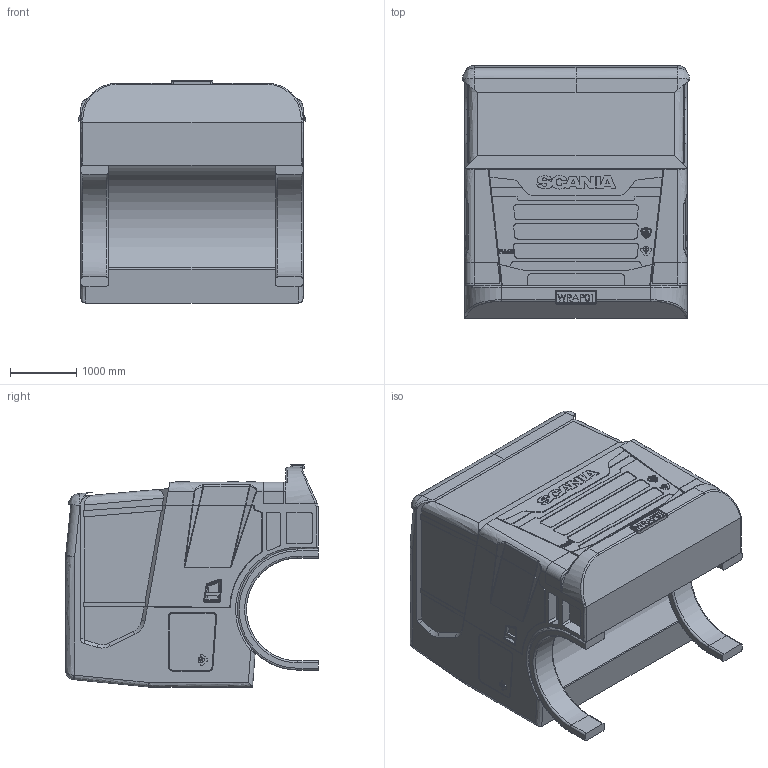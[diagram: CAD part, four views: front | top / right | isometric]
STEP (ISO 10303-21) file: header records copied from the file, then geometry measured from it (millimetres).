
FILE_DESCRIPTION(('FreeCAD Model'),'2;1');
FILE_NAME('Open CASCADE Shape Model','2025-05-04T05:06:44',('FreeCAD'),( 'FreeCAD'),'Open CASCADE STEP processor 7.6','FreeCAD','Unknown');
FILE_SCHEMA(('AUTOMOTIVE_DESIGN { 1 0 10303 214 1 1 1 1 }'));
Products named in the file (1): Open CASCADE STEP translator 7.6 1
Bounding box: 3427.31 x 3809.21 x 3346.46 mm (x, y, z)
Surface area: 78950905 mm2 (no closed solid volume)
Topology: 0 solids, 21 shells, 3698 faces, 10275 edges, 6798 vertices
Faces by surface type: bspline 3698
Entity records: 111697 total; most frequent: CARTESIAN_POINT 53971, ORIENTED_EDGE 20510, EDGE_CURVE 10263, VERTEX_POINT 6798, B_SPLINE_CURVE_WITH_KNOTS 6635, FACE_BOUND 3957, EDGE_LOOP 3957, ADVANCED_FACE 3698
